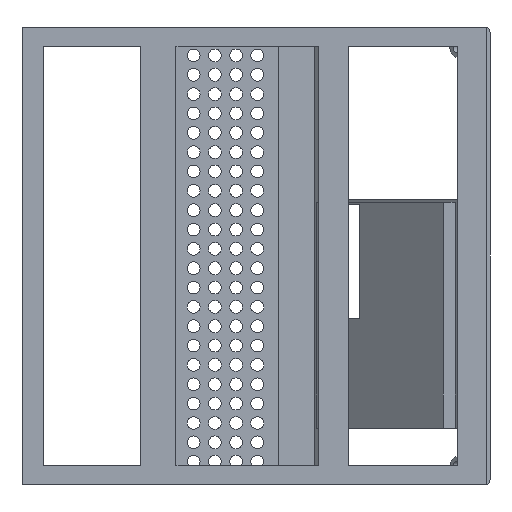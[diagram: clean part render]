
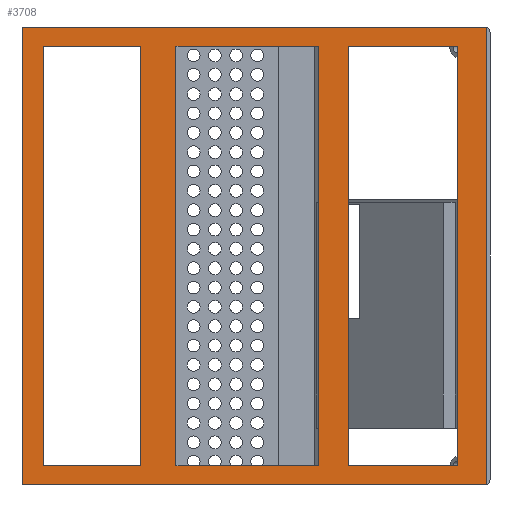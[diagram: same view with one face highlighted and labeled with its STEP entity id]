
A CAD part, front view. The second image highlights one B-rep face of the part: STEP entity #3708.
In plain terms, the highlighted planar face has unit normal (0, -1, 0).
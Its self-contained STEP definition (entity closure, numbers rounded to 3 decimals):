
#117=FACE_BOUND('',#684,.T.);
#118=FACE_BOUND('',#685,.T.);
#119=FACE_BOUND('',#686,.T.);
#245=PLANE('',#4103);
#413=FACE_OUTER_BOUND('',#683,.T.);
#683=EDGE_LOOP('',(#3051,#3052,#3053,#3054));
#684=EDGE_LOOP('',(#3055,#3056,#3057,#3058));
#685=EDGE_LOOP('',(#3059,#3060,#3061,#3062));
#686=EDGE_LOOP('',(#3063,#3064,#3065,#3066));
#991=LINE('',#5946,#1271);
#997=LINE('',#5957,#1277);
#1015=LINE('',#6004,#1295);
#1016=LINE('',#6005,#1296);
#1017=LINE('',#6008,#1297);
#1018=LINE('',#6010,#1298);
#1019=LINE('',#6012,#1299);
#1020=LINE('',#6013,#1300);
#1021=LINE('',#6016,#1301);
#1022=LINE('',#6018,#1302);
#1023=LINE('',#6020,#1303);
#1024=LINE('',#6021,#1304);
#1025=LINE('',#6024,#1305);
#1026=LINE('',#6026,#1306);
#1027=LINE('',#6028,#1307);
#1028=LINE('',#6029,#1308);
#1271=VECTOR('',#4935,10.);
#1277=VECTOR('',#4943,10.);
#1295=VECTOR('',#4989,10.);
#1296=VECTOR('',#4990,10.);
#1297=VECTOR('',#4991,10.);
#1298=VECTOR('',#4992,10.);
#1299=VECTOR('',#4993,10.);
#1300=VECTOR('',#4994,10.);
#1301=VECTOR('',#4995,10.);
#1302=VECTOR('',#4996,10.);
#1303=VECTOR('',#4997,10.);
#1304=VECTOR('',#4998,10.);
#1305=VECTOR('',#4999,10.);
#1306=VECTOR('',#5000,10.);
#1307=VECTOR('',#5001,10.);
#1308=VECTOR('',#5002,10.);
#1855=VERTEX_POINT('',#5928);
#1858=VERTEX_POINT('',#5938);
#1859=VERTEX_POINT('',#5943);
#1860=VERTEX_POINT('',#5945);
#1880=VERTEX_POINT('',#6006);
#1881=VERTEX_POINT('',#6007);
#1882=VERTEX_POINT('',#6009);
#1883=VERTEX_POINT('',#6011);
#1884=VERTEX_POINT('',#6014);
#1885=VERTEX_POINT('',#6015);
#1886=VERTEX_POINT('',#6017);
#1887=VERTEX_POINT('',#6019);
#1888=VERTEX_POINT('',#6022);
#1889=VERTEX_POINT('',#6023);
#1890=VERTEX_POINT('',#6025);
#1891=VERTEX_POINT('',#6027);
#2296=EDGE_CURVE('',#1859,#1860,#991,.T.);
#2302=EDGE_CURVE('',#1858,#1859,#997,.T.);
#2324=EDGE_CURVE('',#1858,#1855,#1015,.T.);
#2325=EDGE_CURVE('',#1860,#1855,#1016,.T.);
#2326=EDGE_CURVE('',#1880,#1881,#1017,.T.);
#2327=EDGE_CURVE('',#1882,#1881,#1018,.T.);
#2328=EDGE_CURVE('',#1882,#1883,#1019,.T.);
#2329=EDGE_CURVE('',#1883,#1880,#1020,.T.);
#2330=EDGE_CURVE('',#1884,#1885,#1021,.T.);
#2331=EDGE_CURVE('',#1884,#1886,#1022,.T.);
#2332=EDGE_CURVE('',#1886,#1887,#1023,.T.);
#2333=EDGE_CURVE('',#1887,#1885,#1024,.T.);
#2334=EDGE_CURVE('',#1888,#1889,#1025,.T.);
#2335=EDGE_CURVE('',#1889,#1890,#1026,.T.);
#2336=EDGE_CURVE('',#1890,#1891,#1027,.T.);
#2337=EDGE_CURVE('',#1891,#1888,#1028,.T.);
#3051=ORIENTED_EDGE('',*,*,#2302,.F.);
#3052=ORIENTED_EDGE('',*,*,#2324,.T.);
#3053=ORIENTED_EDGE('',*,*,#2325,.F.);
#3054=ORIENTED_EDGE('',*,*,#2296,.F.);
#3055=ORIENTED_EDGE('',*,*,#2326,.T.);
#3056=ORIENTED_EDGE('',*,*,#2327,.F.);
#3057=ORIENTED_EDGE('',*,*,#2328,.T.);
#3058=ORIENTED_EDGE('',*,*,#2329,.T.);
#3059=ORIENTED_EDGE('',*,*,#2330,.F.);
#3060=ORIENTED_EDGE('',*,*,#2331,.T.);
#3061=ORIENTED_EDGE('',*,*,#2332,.T.);
#3062=ORIENTED_EDGE('',*,*,#2333,.T.);
#3063=ORIENTED_EDGE('',*,*,#2334,.T.);
#3064=ORIENTED_EDGE('',*,*,#2335,.T.);
#3065=ORIENTED_EDGE('',*,*,#2336,.T.);
#3066=ORIENTED_EDGE('',*,*,#2337,.T.);
#3708=ADVANCED_FACE('',(#413,#117,#118,#119),#245,.T.);
#4103=AXIS2_PLACEMENT_3D('',#6003,#4987,#4988);
#4935=DIRECTION('',(0.,0.,1.));
#4943=DIRECTION('',(-1.,0.,0.));
#4987=DIRECTION('center_axis',(0.,-1.,0.));
#4988=DIRECTION('ref_axis',(1.,0.,0.));
#4989=DIRECTION('',(0.,0.,1.));
#4990=DIRECTION('',(1.,0.,0.));
#4991=DIRECTION('',(-1.,0.,0.));
#4992=DIRECTION('',(0.,0.,-1.));
#4993=DIRECTION('',(1.,0.,0.));
#4994=DIRECTION('',(0.,0.,-1.));
#4995=DIRECTION('',(0.,0.,-1.));
#4996=DIRECTION('',(1.,0.,0.));
#4997=DIRECTION('',(0.,0.,-1.));
#4998=DIRECTION('',(-1.,0.,0.));
#4999=DIRECTION('',(-1.,0.,0.));
#5000=DIRECTION('',(0.,0.,1.));
#5001=DIRECTION('',(1.,0.,0.));
#5002=DIRECTION('',(0.,0.,-1.));
#5928=CARTESIAN_POINT('',(183.,0.,180.));
#5938=CARTESIAN_POINT('',(183.,0.,0.));
#5943=CARTESIAN_POINT('',(0.,0.,0.));
#5945=CARTESIAN_POINT('',(0.,0.,180.));
#5946=CARTESIAN_POINT('',(0.,0.,0.));
#5957=CARTESIAN_POINT('',(183.,0.,0.));
#6003=CARTESIAN_POINT('Origin',(0.,0.,0.));
#6004=CARTESIAN_POINT('',(183.,0.,0.));
#6005=CARTESIAN_POINT('',(183.,0.,180.));
#6006=CARTESIAN_POINT('',(171.653,0.,7.4));
#6007=CARTESIAN_POINT('',(128.653,0.,7.4));
#6008=CARTESIAN_POINT('',(4.174,0.,7.4));
#6009=CARTESIAN_POINT('',(128.653,0.,172.6));
#6010=CARTESIAN_POINT('',(128.653,0.,172.6));
#6011=CARTESIAN_POINT('',(171.653,0.,172.6));
#6012=CARTESIAN_POINT('',(85.826,0.,172.6));
#6013=CARTESIAN_POINT('',(171.653,0.,3.7));
#6014=CARTESIAN_POINT('',(60.653,0.,172.6));
#6015=CARTESIAN_POINT('',(60.653,0.,7.4));
#6016=CARTESIAN_POINT('',(60.653,0.,172.6));
#6017=CARTESIAN_POINT('',(116.653,0.,172.6));
#6018=CARTESIAN_POINT('',(85.826,0.,172.6));
#6019=CARTESIAN_POINT('',(116.653,0.,7.4));
#6020=CARTESIAN_POINT('',(116.653,0.,172.6));
#6021=CARTESIAN_POINT('',(4.174,0.,7.4));
#6022=CARTESIAN_POINT('',(46.653,0.,7.4));
#6023=CARTESIAN_POINT('',(8.349,0.,7.4));
#6024=CARTESIAN_POINT('',(4.174,0.,7.4));
#6025=CARTESIAN_POINT('',(8.349,0.,172.6));
#6026=CARTESIAN_POINT('',(8.349,0.,86.3));
#6027=CARTESIAN_POINT('',(46.653,0.,172.6));
#6028=CARTESIAN_POINT('',(85.826,0.,172.6));
#6029=CARTESIAN_POINT('',(46.653,0.,172.6));
